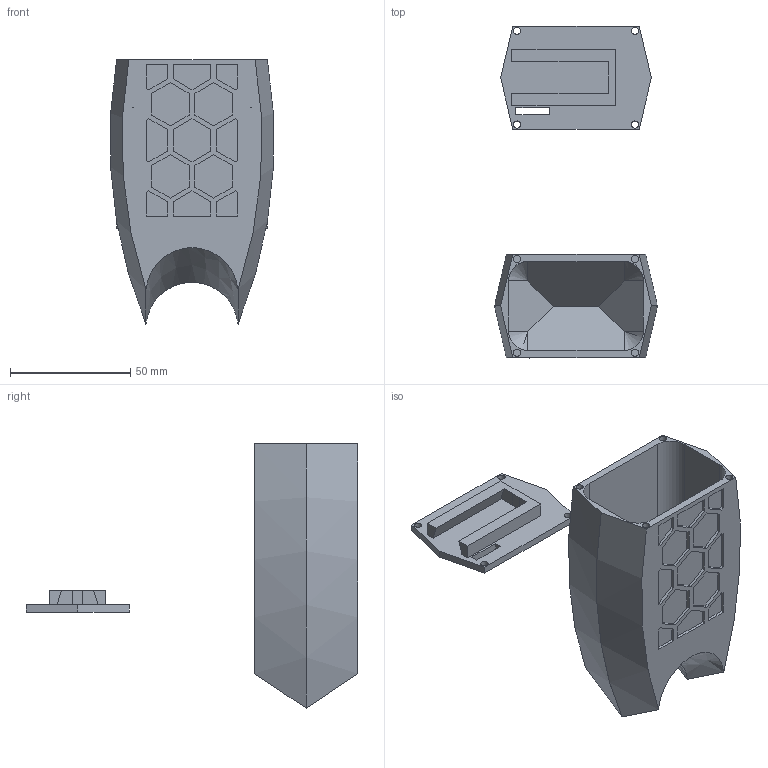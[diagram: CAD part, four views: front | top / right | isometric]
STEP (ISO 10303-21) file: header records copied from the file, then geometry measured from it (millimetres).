
FILE_DESCRIPTION(/* description */ (''),/* implementation_level */ '2;1');
FILE_NAME(/* name */ 'battery v9.step',/* time_stamp */ '2021-04-25T21:41:13+02:00',/* author */ (''),/* organization */ (''),/* preprocessor_version */ 'ST-DEVELOPER v18.1',/* originating_system */ 'Autodesk Translation Framework v10.6.0.1341',/* authorisation */ '');
FILE_SCHEMA (('AUTOMOTIVE_DESIGN { 1 0 10303 214 3 1 1 }'));
Length unit declared in the file: millimetre
Products named in the file (1): battery
Bounding box: 67.71 x 138 x 109.99 mm (x, y, z)
Volume: 81357.3 mm3; surface area: 45676.3 mm2
Topology: 2 solids, 2 shells, 236 faces, 594 edges, 390 vertices
Faces by surface type: plane 207, cylinder 15, cone 8, bspline 6
Full cylindrical faces by diameter (mm): 3 x8
Entity records: 6976 total; most frequent: CARTESIAN_POINT 1307, ORIENTED_EDGE 1180, DIRECTION 1070, EDGE_CURVE 590, LINE 536, VECTOR 536, VERTEX_POINT 390, EDGE_LOOP 278
